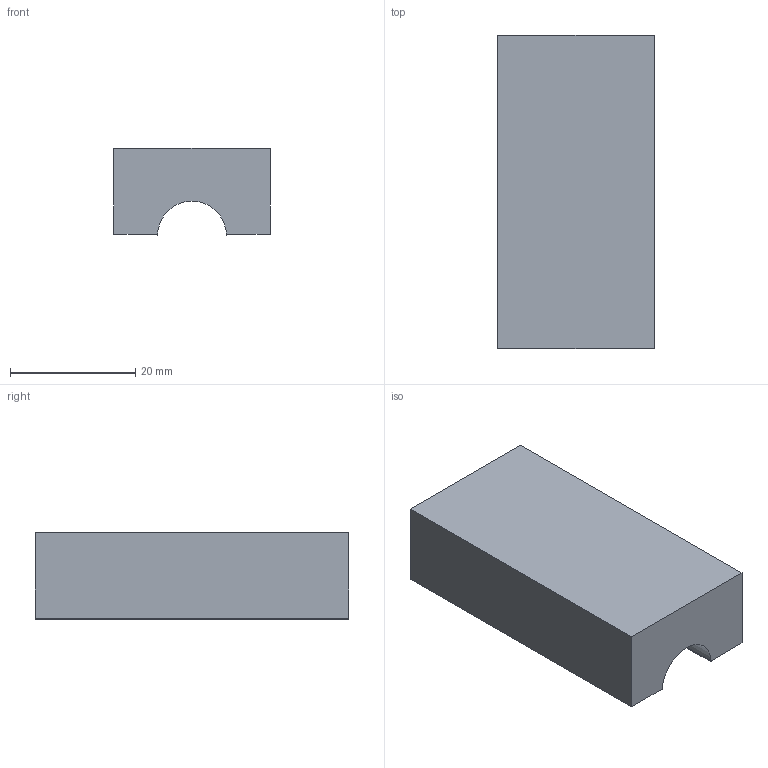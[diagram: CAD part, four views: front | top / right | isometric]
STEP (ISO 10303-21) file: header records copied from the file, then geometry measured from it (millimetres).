
FILE_DESCRIPTION(/* description */ (''),/* implementation_level */ '2;1');
FILE_NAME(/* name */ 'Body1.step',/* time_stamp */ '2022-12-26T15:57:17+03:00',/* author */ (''),/* organization */ (''),/* preprocessor_version */ 'ST-DEVELOPER v19.2',/* originating_system */ 'Autodesk Translation Framework v11.17.0.187',/* authorisation */ '');
FILE_SCHEMA (('AUTOMOTIVE_DESIGN { 1 0 10303 214 3 1 1 }'));
Length unit declared in the file: millimetre
Products named in the file (1): Top
Bounding box: 25 x 50 x 13.9 mm (x, y, z)
Volume: 14766.9 mm3; surface area: 4946 mm2
Topology: 1 solids, 1 shells, 18 faces, 36 edges, 24 vertices
Faces by surface type: plane 13, cylinder 5
Full cylindrical faces by diameter (mm): 2.5 x4
Entity records: 503 total; most frequent: DIRECTION 84, CARTESIAN_POINT 79, ORIENTED_EDGE 72, EDGE_CURVE 36, AXIS2_PLACEMENT_3D 29, LINE 26, VECTOR 26, VERTEX_POINT 24
